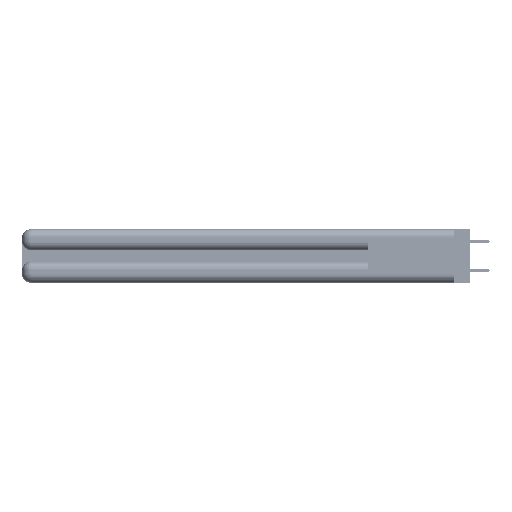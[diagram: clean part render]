
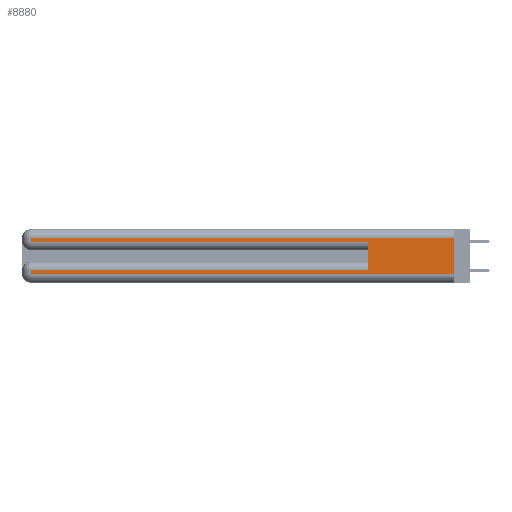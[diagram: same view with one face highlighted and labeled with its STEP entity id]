
A CAD part, left-side view. The second image highlights one B-rep face of the part: STEP entity #8880.
In plain terms, the highlighted planar face has unit normal (-1, 0, 0).
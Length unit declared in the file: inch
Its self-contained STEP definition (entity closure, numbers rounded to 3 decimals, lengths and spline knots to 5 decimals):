
#860 = EDGE_LOOP ( 'NONE', ( #46793, #23325, #19055, #4995, #41362, #39560, #9695, #13795 ) ) ;
#2350 = VERTEX_POINT ( 'NONE', #17442 ) ;
#4832 = CARTESIAN_POINT ( 'NONE',  ( 0., 0., 0.285 ) ) ;
#4835 = VECTOR ( 'NONE', #45091, 39.37008 ) ;
#4995 = ORIENTED_EDGE ( 'NONE', *, *, #7679, .T. ) ;
#6941 = CARTESIAN_POINT ( 'NONE',  ( 0., 0., 0.37 ) ) ;
#7679 = EDGE_CURVE ( 'NONE', #30688, #16200, #27340, .T. ) ;
#7750 = LINE ( 'NONE', #30552, #41503 ) ;
#8880 = ADVANCED_FACE ( 'NONE', ( #47351 ), #56414, .F. ) ;
#9227 = DIRECTION ( 'NONE',  ( 0., 1., 0. ) ) ;
#9695 = ORIENTED_EDGE ( 'NONE', *, *, #47749, .T. ) ;
#10782 = VERTEX_POINT ( 'NONE', #48059 ) ;
#11612 = DIRECTION ( 'NONE',  ( 0., 0., -1. ) ) ;
#12249 = EDGE_CURVE ( 'NONE', #2350, #30688, #36856, .T. ) ;
#13158 = CARTESIAN_POINT ( 'NONE',  ( 0., 0.6, 0.285 ) ) ;
#13795 = ORIENTED_EDGE ( 'NONE', *, *, #49760, .T. ) ;
#16200 = VERTEX_POINT ( 'NONE', #13158 ) ;
#17442 = CARTESIAN_POINT ( 'NONE',  ( 0., 2.94, 0.31 ) ) ;
#17574 = CARTESIAN_POINT ( 'NONE',  ( 0., 0.6, 0.145 ) ) ;
#18443 = CARTESIAN_POINT ( 'NONE',  ( 0., 0., 0.31 ) ) ;
#19055 = ORIENTED_EDGE ( 'NONE', *, *, #12249, .T. ) ;
#20289 = EDGE_CURVE ( 'NONE', #28173, #2350, #50263, .T. ) ;
#21305 = VERTEX_POINT ( 'NONE', #21628 ) ;
#21628 = CARTESIAN_POINT ( 'NONE',  ( 0., 2.94, 0.06 ) ) ;
#21663 = EDGE_CURVE ( 'NONE', #26747, #10782, #27927, .T. ) ;
#22100 = DIRECTION ( 'NONE',  ( 0., -1., 0. ) ) ;
#23039 = LINE ( 'NONE', #30433, #54690 ) ;
#23325 = ORIENTED_EDGE ( 'NONE', *, *, #20289, .T. ) ;
#23330 = CARTESIAN_POINT ( 'NONE',  ( 0., 0., 0.31 ) ) ;
#23447 = EDGE_CURVE ( 'NONE', #28173, #42267, #23039, .T. ) ;
#26747 = VERTEX_POINT ( 'NONE', #38086 ) ;
#27340 = LINE ( 'NONE', #4832, #45596 ) ;
#27927 = LINE ( 'NONE', #49355, #51742 ) ;
#28173 = VERTEX_POINT ( 'NONE', #18443 ) ;
#30433 = CARTESIAN_POINT ( 'NONE',  ( 0., 0., 0.37 ) ) ;
#30552 = CARTESIAN_POINT ( 'NONE',  ( 0., 0., 0.06 ) ) ;
#30688 = VERTEX_POINT ( 'NONE', #46894 ) ;
#31448 = DIRECTION ( 'NONE',  ( 0., -1., 0. ) ) ;
#32863 = LINE ( 'NONE', #55458, #34884 ) ;
#34884 = VECTOR ( 'NONE', #46091, 39.37008 ) ;
#35414 = DIRECTION ( 'NONE',  ( 0., 0., 1. ) ) ;
#36856 = LINE ( 'NONE', #53899, #4835 ) ;
#37671 = DIRECTION ( 'NONE',  ( 1., 0., 0. ) ) ;
#38086 = CARTESIAN_POINT ( 'NONE',  ( 0., 0.6, 0.085 ) ) ;
#38944 = EDGE_CURVE ( 'NONE', #26747, #16200, #57710, .T. ) ;
#39560 = ORIENTED_EDGE ( 'NONE', *, *, #21663, .T. ) ;
#41362 = ORIENTED_EDGE ( 'NONE', *, *, #38944, .F. ) ;
#41503 = VECTOR ( 'NONE', #22100, 39.37008 ) ;
#41794 = VECTOR ( 'NONE', #35414, 39.37008 ) ;
#41992 = CARTESIAN_POINT ( 'NONE',  ( 0., 0., 0.06 ) ) ;
#42267 = VERTEX_POINT ( 'NONE', #41992 ) ;
#45091 = DIRECTION ( 'NONE',  ( 0., 0., -1. ) ) ;
#45596 = VECTOR ( 'NONE', #31448, 39.37008 ) ;
#46091 = DIRECTION ( 'NONE',  ( 0., 0., -1. ) ) ;
#46162 = DIRECTION ( 'NONE',  ( 0., 1., 0. ) ) ;
#46793 = ORIENTED_EDGE ( 'NONE', *, *, #23447, .F. ) ;
#46894 = CARTESIAN_POINT ( 'NONE',  ( 0., 2.94, 0.285 ) ) ;
#47351 = FACE_OUTER_BOUND ( 'NONE', #860, .T. ) ;
#47749 = EDGE_CURVE ( 'NONE', #10782, #21305, #32863, .T. ) ;
#48059 = CARTESIAN_POINT ( 'NONE',  ( 0., 2.94, 0.085 ) ) ;
#49355 = CARTESIAN_POINT ( 'NONE',  ( 0., 0., 0.085 ) ) ;
#49760 = EDGE_CURVE ( 'NONE', #21305, #42267, #7750, .T. ) ;
#49967 = DIRECTION ( 'NONE',  ( 0., 0., -1. ) ) ;
#50263 = LINE ( 'NONE', #23330, #55492 ) ;
#51742 = VECTOR ( 'NONE', #9227, 39.37008 ) ;
#52295 = AXIS2_PLACEMENT_3D ( 'NONE', #6941, #37671, #11612 ) ;
#53899 = CARTESIAN_POINT ( 'NONE',  ( 0., 2.94, 0.37 ) ) ;
#54690 = VECTOR ( 'NONE', #49967, 39.37008 ) ;
#55458 = CARTESIAN_POINT ( 'NONE',  ( 0., 2.94, 0.37 ) ) ;
#55492 = VECTOR ( 'NONE', #46162, 39.37008 ) ;
#56414 = PLANE ( 'NONE',  #52295 ) ;
#57710 = LINE ( 'NONE', #17574, #41794 ) ;
